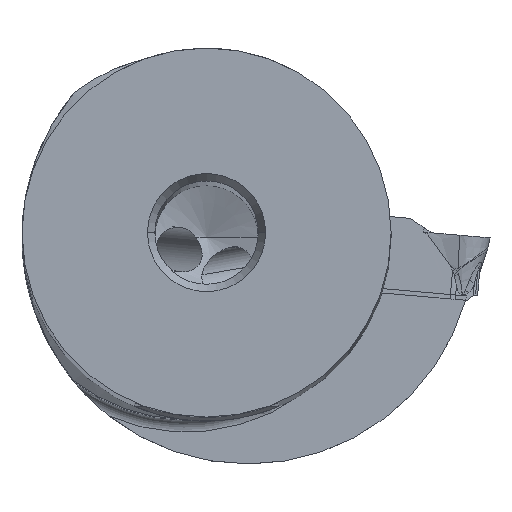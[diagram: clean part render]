
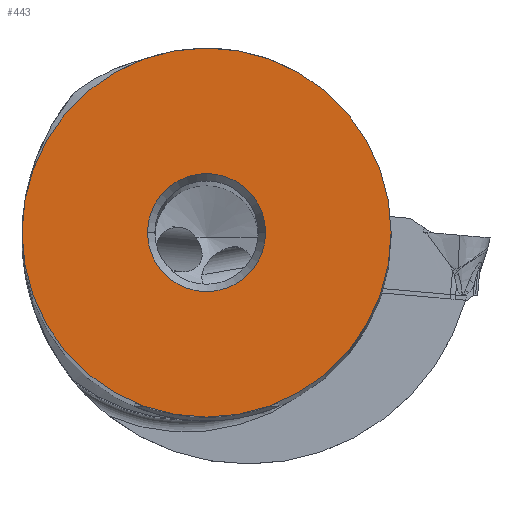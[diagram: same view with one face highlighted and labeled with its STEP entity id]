
A CAD part, top view. The second image highlights one B-rep face of the part: STEP entity #443.
In plain terms, the highlighted planar face has unit normal (0, 0, 1).
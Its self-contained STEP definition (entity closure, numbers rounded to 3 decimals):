
#57=FACE_BOUND('',#844,.T.);
#58=FACE_BOUND('',#845,.T.);
#137=PLANE('',#4088);
#443=ADVANCED_FACE('',(#57,#58),#137,.T.);
#844=EDGE_LOOP('',(#1909,#1910));
#845=EDGE_LOOP('',(#1911,#1912));
#1909=ORIENTED_EDGE('',*,*,#2933,.T.);
#1910=ORIENTED_EDGE('',*,*,#2926,.T.);
#1911=ORIENTED_EDGE('',*,*,#2938,.T.);
#1912=ORIENTED_EDGE('',*,*,#2939,.T.);
#2373=VERTEX_POINT('',#11800);
#2374=VERTEX_POINT('',#11801);
#2383=VERTEX_POINT('',#11824);
#2384=VERTEX_POINT('',#11825);
#2926=EDGE_CURVE('',#2373,#2374,#3406,.T.);
#2933=EDGE_CURVE('',#2374,#2373,#3407,.T.);
#2938=EDGE_CURVE('',#2383,#2384,#3408,.T.);
#2939=EDGE_CURVE('',#2384,#2383,#3409,.T.);
#3406=CIRCLE('',#4078,12.5);
#3407=CIRCLE('',#4082,12.5);
#3408=CIRCLE('',#4086,4.);
#3409=CIRCLE('',#4087,4.);
#4078=AXIS2_PLACEMENT_3D('',#11799,#4704,#4705);
#4082=AXIS2_PLACEMENT_3D('',#11813,#4716,#4717);
#4086=AXIS2_PLACEMENT_3D('',#11823,#4726,#4727);
#4087=AXIS2_PLACEMENT_3D('',#11826,#4728,#4729);
#4088=AXIS2_PLACEMENT_3D('',#11827,#4730,#4731);
#4704=DIRECTION('',(0.,0.,1.));
#4705=DIRECTION('',(1.,0.,0.));
#4716=DIRECTION('',(0.,0.,1.));
#4717=DIRECTION('',(-1.,0.,0.));
#4726=DIRECTION('',(0.,0.,-1.));
#4727=DIRECTION('',(-1.,0.,0.));
#4728=DIRECTION('',(0.,0.,-1.));
#4729=DIRECTION('',(1.,0.,0.));
#4730=DIRECTION('',(0.,0.,1.));
#4731=DIRECTION('',(-1.,0.,0.));
#11799=CARTESIAN_POINT('',(0.,0.,0.));
#11800=CARTESIAN_POINT('',(12.5,0.,0.));
#11801=CARTESIAN_POINT('',(-12.5,0.,0.));
#11813=CARTESIAN_POINT('',(0.,0.,0.));
#11823=CARTESIAN_POINT('',(0.,0.,0.));
#11824=CARTESIAN_POINT('',(-4.,0.,0.));
#11825=CARTESIAN_POINT('',(4.,0.,0.));
#11826=CARTESIAN_POINT('',(0.,0.,0.));
#11827=CARTESIAN_POINT('',(0.,0.,0.));
